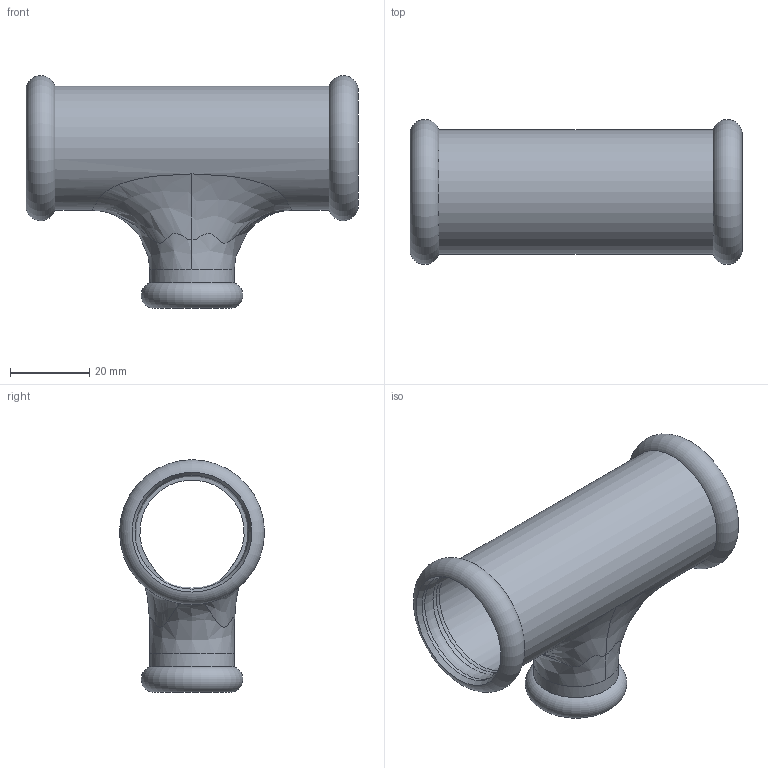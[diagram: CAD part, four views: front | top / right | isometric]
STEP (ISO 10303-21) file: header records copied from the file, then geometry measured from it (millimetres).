
FILE_DESCRIPTION(/* description */ ('TEE RIDOTTO STEELPRES 28-18-28 idroformato'),/* implementation_level */ '2;1');
FILE_NAME(/* name */ '392028018_Steelpres.stp',/* time_stamp */ '2022-10-24T15:12:55+02:00',/* author */ ('Vault'),/* organization */ ('Raccorderie metalliche s.p.a. '),/* preprocessor_version */ 'ST-DEVELOPER v18.1',/* originating_system */ 'Autodesk Inventor 2020',/* authorisation */ 'Raccorderie metalliche s.p.a. ');
FILE_SCHEMA (('AUTOMOTIVE_DESIGN { 1 0 10303 214 3 1 1 }'));
Length unit declared in the file: millimetre
Products named in the file (1): 392028018I_Steelpres
Bounding box: 84 x 36.68 x 58.84 mm (x, y, z)
Volume: 20847.3 mm3; surface area: 19514.6 mm2
Topology: 1 solids, 1 shells, 40 faces, 140 edges, 95 vertices
Faces by surface type: cylinder 12, bspline 12, torus 9, plane 4, cone 3
Full cylindrical faces by diameter (mm): 18.3 x1, 18.7 x2, 21.4 x1, 28.4 x2, 28.8 x4, 31.4 x1
Entity records: 3870 total; most frequent: CARTESIAN_POINT 2698, ORIENTED_EDGE 272, DIRECTION 214, EDGE_CURVE 136, AXIS2_PLACEMENT_3D 100, VERTEX_POINT 95, CIRCLE 71, B_SPLINE_CURVE_WITH_KNOTS 49
